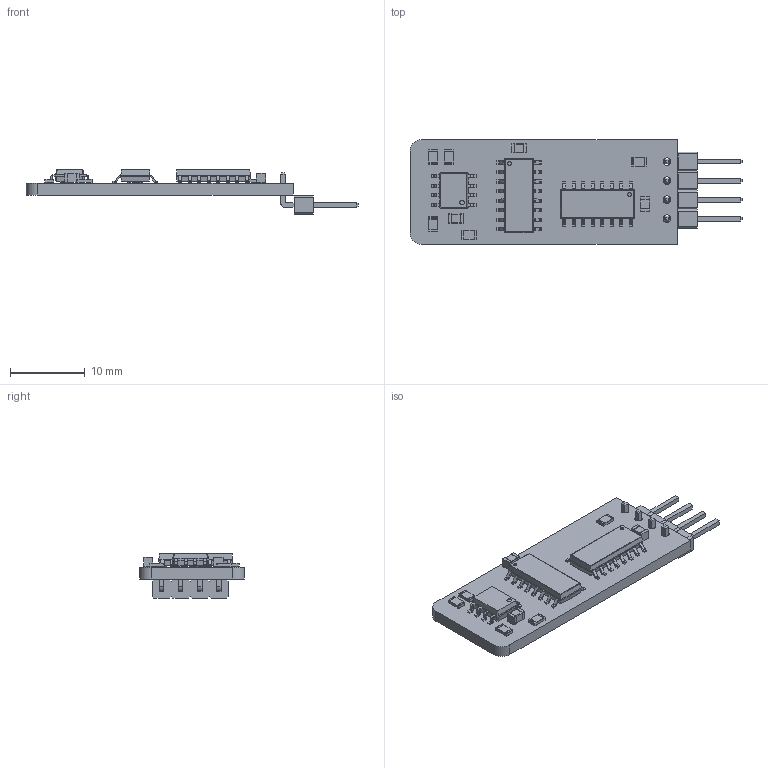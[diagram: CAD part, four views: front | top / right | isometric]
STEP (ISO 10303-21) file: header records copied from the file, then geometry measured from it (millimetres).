
FILE_DESCRIPTION(('KiCad electronic assembly'),'2;1');
FILE_NAME('1Hz_Source_GlueLogic_Style_v1.step','2021-01-27T22:09:48',( 'An Author'),('A Company'),'Open CASCADE STEP processor 6.9', 'KiCad to STEP converter','Unknown');
FILE_SCHEMA(('AUTOMOTIVE_DESIGN { 1 0 10303 214 1 1 1 1 }'));
Length unit declared in the file: millimetre
Products named in the file (12): Open CASCADE STEP translator 6.9 1; R_0805_2012Metric; SOLID; SOIC-8_3.9x4.9mm_P1.27mm; PinHeader_1x04_P2.54mm_Horizontal; SN74HC4020DR; COMPOUND; C_0805_2012Metric
Assembly tree (18 placements, depth 3):
  Open CASCADE STEP translator 6.9 1
    R_0805_2012Metric  x5
      SOLID
    SOIC-8_3.9x4.9mm_P1.27mm
      SOLID
    PinHeader_1x04_P2.54mm_Horizontal
      SOLID
    SN74HC4020DR  x2
      COMPOUND
    C_0805_2012Metric  x3
      SOLID
    COMPOUND
Bounding box: 44.33 x 13.97 x 5.99 mm (x, y, z)
Volume: 1039.8 mm3; surface area: 1846.9 mm2
Topology: 45 solids, 45 shells, 958 faces, 2413 edges, 1562 vertices
Faces by surface type: plane 693, cylinder 233, bspline 32
Full cylindrical faces by diameter (mm): 0.487 x2, 0.6 x1, 1 x4
Entity records: 38303 total; most frequent: CARTESIAN_POINT 6877, DIRECTION 5387, LINE 3694, VECTOR 3694, ORIENTED_EDGE 2844, PCURVE 2844, DEFINITIONAL_REPRESENTATION 2844, EDGE_CURVE 1422
